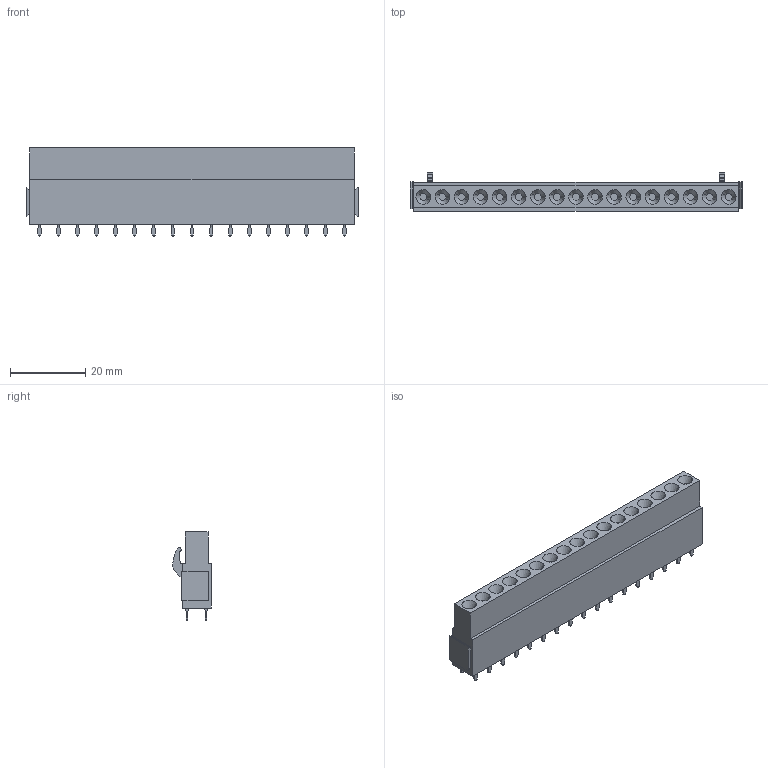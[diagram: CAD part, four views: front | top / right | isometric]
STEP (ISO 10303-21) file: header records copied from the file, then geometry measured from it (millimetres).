
FILE_DESCRIPTION(('CATIA V5 STEP Exchange','CAx-IF Rec.Pracs.--- Model Styling and Organization---1.2---2011-12-15'),'2;1');
FILE_NAME ('D1454392_0', '2018-09-01T02:57:20+00:00', ('none'), ('Weidmueller'), 'CATIA Version 5-6 Release 2014', 'CATIA V5 STEP AP214', 'none');
FILE_SCHEMA(('AUTOMOTIVE_DESIGN { 1 0 10303 214 1 1 1 1 }'));
Length unit declared in the file: millimetre
Products named in the file (1): 1682880000
Bounding box: 88.36 x 10.28 x 23.45 mm (x, y, z)
Volume: 12235 mm3; surface area: 5879.1 mm2
Topology: 35 solids, 35 shells, 865 faces, 2052 edges, 1310 vertices
Faces by surface type: plane 715, cylinder 116, cone 34
Entity records: 22684 total; most frequent: ORIENTED_EDGE 4104, CARTESIAN_POINT 3935, DIRECTION 3196, EDGE_CURVE 2052, VECTOR 1752, LINE 1752, VERTEX_POINT 1310, EDGE_LOOP 918
